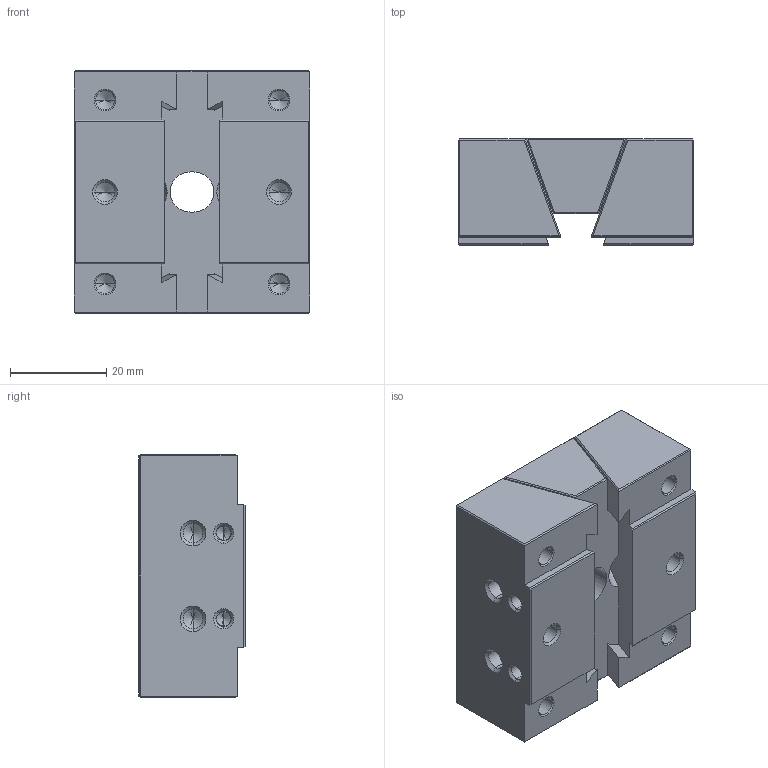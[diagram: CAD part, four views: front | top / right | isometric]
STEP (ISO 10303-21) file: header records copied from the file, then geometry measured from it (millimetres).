
FILE_DESCRIPTION (( 'STEP AP214' ), '1' );
FILE_NAME ('2030-VF2-TP-CP.STEP', '2018-04-25T11:32:00', ( '' ), ( '' ), 'SwSTEP 2.0', 'SolidWorks 2018', '' );
FILE_SCHEMA (( 'AUTOMOTIVE_DESIGN' ));
Length unit declared in the file: inch
Products named in the file (3): 2031-VF2-TP-JAW; 2031-VF2-WEDGE; 2030-VF2-TP-CP
Assembly tree (3 placements, depth 2):
  2030-VF2-TP-CP
    2031-VF2-WEDGE
    2031-VF2-TP-JAW  x2
Bounding box: 48.77 x 22.02 x 50.29 mm (x, y, z)
Volume: 45458.8 mm3; surface area: 15650.6 mm2
Topology: 3 solids, 3 shells, 363 faces, 908 edges, 559 vertices
Faces by surface type: plane 193, cone 60, bspline 58, cylinder 52
Entity records: 13292 total; most frequent: CARTESIAN_POINT 6831, ORIENTED_EDGE 1416, DIRECTION 1054, EDGE_CURVE 708, VERTEX_POINT 456, LINE 444, VECTOR 444, EDGE_LOOP 308
